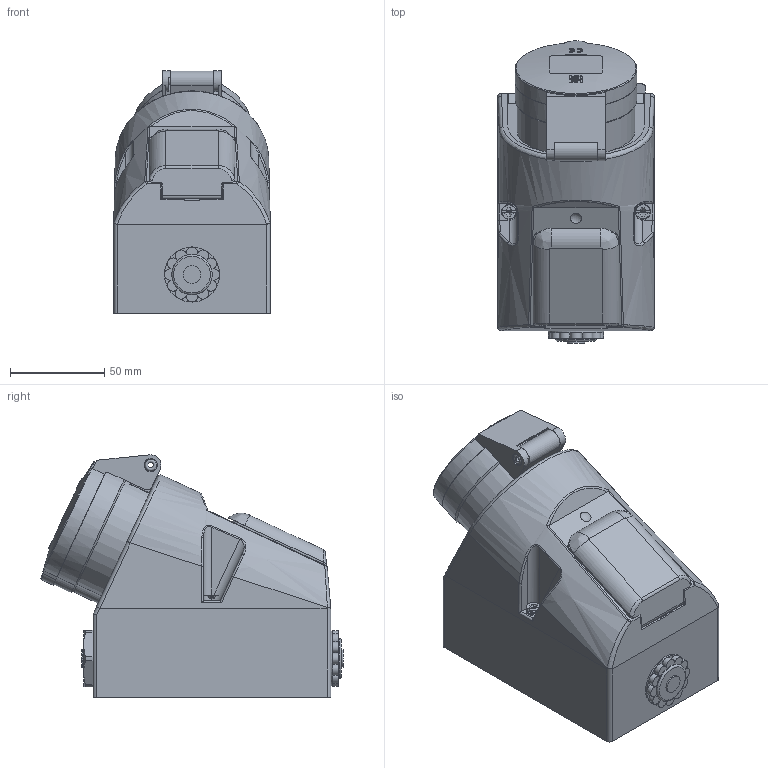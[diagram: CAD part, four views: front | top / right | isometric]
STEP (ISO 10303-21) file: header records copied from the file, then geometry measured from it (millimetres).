
FILE_DESCRIPTION(/* description */ (''),/* implementation_level */ '2;1');
FILE_NAME(/* name */ '109.stp',/* time_stamp */ '2023-09-05T15:07:45+02:00',/* author */ ('massmann'),/* organization */ (''),/* preprocessor_version */ 'ST-DEVELOPER v17',/* originating_system */ 'Autodesk Inventor 2018',/* authorisation */ '');
FILE_SCHEMA (('AUTOMOTIVE_DESIGN { 1 0 10303 214 3 1 1 }'));
Length unit declared in the file: millimetre
Products named in the file (1): 109
Bounding box: 83 x 160.12 x 128.5 mm (x, y, z)
Volume: 974945.1 mm3; surface area: 80342.3 mm2
Topology: 1 solids, 1 shells, 928 faces, 2443 edges, 1611 vertices
Faces by surface type: plane 486, bspline 247, cylinder 150, torus 23, cone 14, sphere 8
Full cylindrical faces by diameter (mm): 3 x1, 4 x1, 4.3 x3, 5 x2, 5.5 x6, 6 x2, 7 x2, 9.5 x2, 11 x4, 21.4 x1, 25 x1, 29.2 x1
Entity records: 36770 total; most frequent: CARTESIAN_POINT 14405, ORIENTED_EDGE 4884, DIRECTION 3625, EDGE_CURVE 2442, VERTEX_POINT 1611, LINE 1257, VECTOR 1257, AXIS2_PLACEMENT_3D 1184
